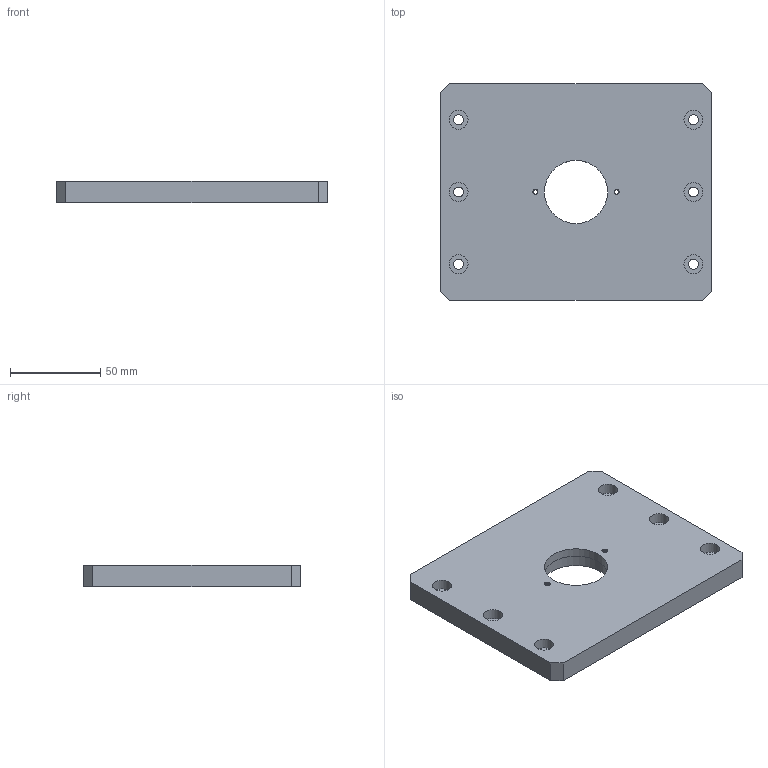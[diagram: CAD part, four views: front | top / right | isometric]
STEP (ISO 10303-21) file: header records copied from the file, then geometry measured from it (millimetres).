
FILE_DESCRIPTION(/* description */ (''),/* implementation_level */ '2;1');
FILE_NAME(/* name */ 'PlatineHaute.step',/* time_stamp */ '2021-06-28T11:14:48+02:00',/* author */ (''),/* organization */ (''),/* preprocessor_version */ 'ST-DEVELOPER v18.1',/* originating_system */ 'Autodesk Translation Framework v10.9.0.1377',/* authorisation */ '');
FILE_SCHEMA (('AUTOMOTIVE_DESIGN { 1 0 10303 214 3 1 1 }'));
Length unit declared in the file: millimetre
Products named in the file (1): PlatineHaute
Bounding box: 150 x 120 x 12 mm (x, y, z)
Volume: 198946.6 mm3; surface area: 43523.2 mm2
Topology: 1 solids, 1 shells, 135 faces, 378 edges, 252 vertices
Faces by surface type: cylinder 114, plane 17, bspline 4
Full cylindrical faces by diameter (mm): 2.529 x24, 3.086 x12, 5.5 x6, 10.5 x6, 35 x1, 37 x1
Entity records: 10039 total; most frequent: CARTESIAN_POINT 6876, ORIENTED_EDGE 756, DIRECTION 470, EDGE_CURVE 378, VERTEX_POINT 252, B_SPLINE_CURVE_WITH_KNOTS 208, AXIS2_PLACEMENT_3D 168, EDGE_LOOP 160
